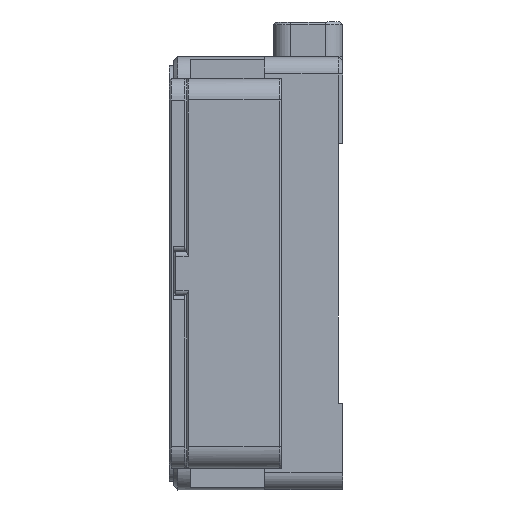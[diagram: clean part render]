
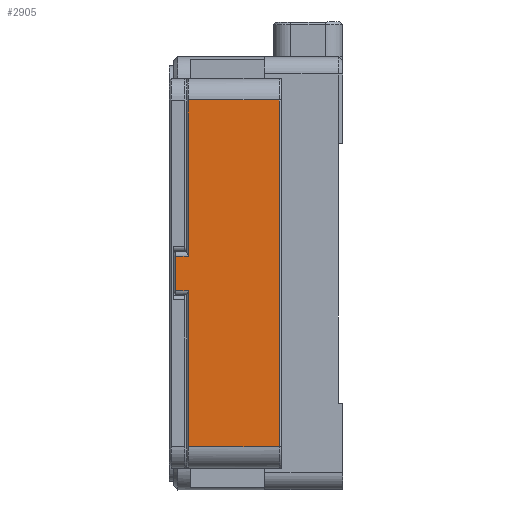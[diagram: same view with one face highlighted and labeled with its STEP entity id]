
A CAD part, left-side view. The second image highlights one B-rep face of the part: STEP entity #2905.
In plain terms, the highlighted planar face has unit normal (-1, 0, 0).
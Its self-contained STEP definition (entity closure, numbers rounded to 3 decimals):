
#224 = LINE ( 'NONE', #16414, #21428 ) ;
#400 = CARTESIAN_POINT ( 'NONE',  ( -63., 11.3, -0.667 ) ) ;
#499 = EDGE_CURVE ( 'NONE', #10448, #13160, #52694, .T. ) ;
#565 = EDGE_CURVE ( 'NONE', #51146, #9509, #54958, .T. ) ;
#960 = CARTESIAN_POINT ( 'NONE',  ( -63., 11.3, 2. ) ) ;
#1000 = CARTESIAN_POINT ( 'NONE',  ( -63., 9.8, 0. ) ) ;
#2751 = PLANE ( 'NONE',  #17391 ) ;
#2905 = ADVANCED_FACE ( 'NONE', ( #28246 ), #2751, .T. ) ;
#4725 = CARTESIAN_POINT ( 'NONE',  ( -63., 11.3, 2. ) ) ;
#5511 = ORIENTED_EDGE ( 'NONE', *, *, #565, .T. ) ;
#6159 = EDGE_CURVE ( 'NONE', #25611, #10448, #7119, .T. ) ;
#7042 = CARTESIAN_POINT ( 'NONE',  ( -63., 9.8, 2. ) ) ;
#7116 = CARTESIAN_POINT ( 'NONE',  ( -63., -0.7, -20. ) ) ;
#7119 = LINE ( 'NONE', #46484, #22890 ) ;
#7139 = ORIENTED_EDGE ( 'NONE', *, *, #33559, .T. ) ;
#7319 = ORIENTED_EDGE ( 'NONE', *, *, #23542, .T. ) ;
#7748 = CARTESIAN_POINT ( 'NONE',  ( -63., 11.3, -2. ) ) ;
#8571 = VECTOR ( 'NONE', #51089, 1000. ) ;
#9509 = VERTEX_POINT ( 'NONE', #7116 ) ;
#10448 = VERTEX_POINT ( 'NONE', #15051 ) ;
#10715 = ORIENTED_EDGE ( 'NONE', *, *, #44365, .T. ) ;
#10879 = CARTESIAN_POINT ( 'NONE',  ( -63., -0.7, 20. ) ) ;
#11900 = DIRECTION ( 'NONE',  ( 0., 1., 0. ) ) ;
#12804 = LINE ( 'NONE', #30099, #8571 ) ;
#13160 = VERTEX_POINT ( 'NONE', #7042 ) ;
#13851 = CARTESIAN_POINT ( 'NONE',  ( -63., 9.8, 0. ) ) ;
#14877 = DIRECTION ( 'NONE',  ( 0., 0., -1. ) ) ;
#15051 = CARTESIAN_POINT ( 'NONE',  ( -63., 9.8, 20. ) ) ;
#15764 = B_SPLINE_CURVE_WITH_KNOTS ( 'NONE', 3,
 ( #52297, #400, #39834, #960 ),
 .UNSPECIFIED., .F., .F.,
 ( 4, 4 ),
 ( 0., 1. ),
 .UNSPECIFIED. ) ;
#16414 = CARTESIAN_POINT ( 'NONE',  ( -63., 11.3, -2. ) ) ;
#16592 = ORIENTED_EDGE ( 'NONE', *, *, #39338, .T. ) ;
#17391 = AXIS2_PLACEMENT_3D ( 'NONE', #45543, #36787, #40755 ) ;
#18098 = VERTEX_POINT ( 'NONE', #25838 ) ;
#20551 = ORIENTED_EDGE ( 'NONE', *, *, #499, .T. ) ;
#21428 = VECTOR ( 'NONE', #38545, 1000. ) ;
#21755 = VECTOR ( 'NONE', #49003, 1000. ) ;
#22890 = VECTOR ( 'NONE', #11900, 1000. ) ;
#23324 = CARTESIAN_POINT ( 'NONE',  ( -63., 10.8, 2. ) ) ;
#23542 = EDGE_CURVE ( 'NONE', #9509, #25611, #12804, .T. ) ;
#25611 = VERTEX_POINT ( 'NONE', #10879 ) ;
#25838 = CARTESIAN_POINT ( 'NONE',  ( -63., 9.8, -2. ) ) ;
#27753 = B_SPLINE_CURVE_WITH_KNOTS ( 'NONE', 3,
 ( #44859, #49664, #23324, #40355 ),
 .UNSPECIFIED., .F., .F.,
 ( 4, 4 ),
 ( 0., 1. ),
 .UNSPECIFIED. ) ;
#28246 = FACE_OUTER_BOUND ( 'NONE', #55400, .T. ) ;
#30099 = CARTESIAN_POINT ( 'NONE',  ( -63., -0.7, 0. ) ) ;
#33559 = EDGE_CURVE ( 'NONE', #18098, #51146, #36166, .T. ) ;
#35344 = EDGE_CURVE ( 'NONE', #41577, #52201, #15764, .T. ) ;
#36166 = LINE ( 'NONE', #1000, #47607 ) ;
#36787 = DIRECTION ( 'NONE',  ( -1., 0., 0. ) ) ;
#38545 = DIRECTION ( 'NONE',  ( 0., -1., 0. ) ) ;
#39338 = EDGE_CURVE ( 'NONE', #41577, #18098, #224, .T. ) ;
#39834 = CARTESIAN_POINT ( 'NONE',  ( -63., 11.3, 0.667 ) ) ;
#40355 = CARTESIAN_POINT ( 'NONE',  ( -63., 11.3, 2. ) ) ;
#40755 = DIRECTION ( 'NONE',  ( 0., 0., 1. ) ) ;
#41121 = ORIENTED_EDGE ( 'NONE', *, *, #6159, .T. ) ;
#41577 = VERTEX_POINT ( 'NONE', #7748 ) ;
#41902 = CARTESIAN_POINT ( 'NONE',  ( -63., 5.3, -20. ) ) ;
#44365 = EDGE_CURVE ( 'NONE', #13160, #52201, #27753, .T. ) ;
#44859 = CARTESIAN_POINT ( 'NONE',  ( -63., 9.8, 2. ) ) ;
#45543 = CARTESIAN_POINT ( 'NONE',  ( -63., 5.3, 0. ) ) ;
#45882 = DIRECTION ( 'NONE',  ( 0., -1., 0. ) ) ;
#46484 = CARTESIAN_POINT ( 'NONE',  ( -63., 5.3, 20. ) ) ;
#47607 = VECTOR ( 'NONE', #14877, 1000. ) ;
#49003 = DIRECTION ( 'NONE',  ( 0., 0., -1. ) ) ;
#49664 = CARTESIAN_POINT ( 'NONE',  ( -63., 10.3, 2. ) ) ;
#51089 = DIRECTION ( 'NONE',  ( 0., 0., 1. ) ) ;
#51146 = VERTEX_POINT ( 'NONE', #55208 ) ;
#52201 = VERTEX_POINT ( 'NONE', #4725 ) ;
#52297 = CARTESIAN_POINT ( 'NONE',  ( -63., 11.3, -2. ) ) ;
#52559 = VECTOR ( 'NONE', #45882, 1000. ) ;
#52694 = LINE ( 'NONE', #13851, #21755 ) ;
#54958 = LINE ( 'NONE', #41902, #52559 ) ;
#55208 = CARTESIAN_POINT ( 'NONE',  ( -63., 9.8, -20. ) ) ;
#55400 = EDGE_LOOP ( 'NONE', ( #5511, #7319, #41121, #20551, #10715, #56035, #16592, #7139 ) ) ;
#56035 = ORIENTED_EDGE ( 'NONE', *, *, #35344, .F. ) ;
